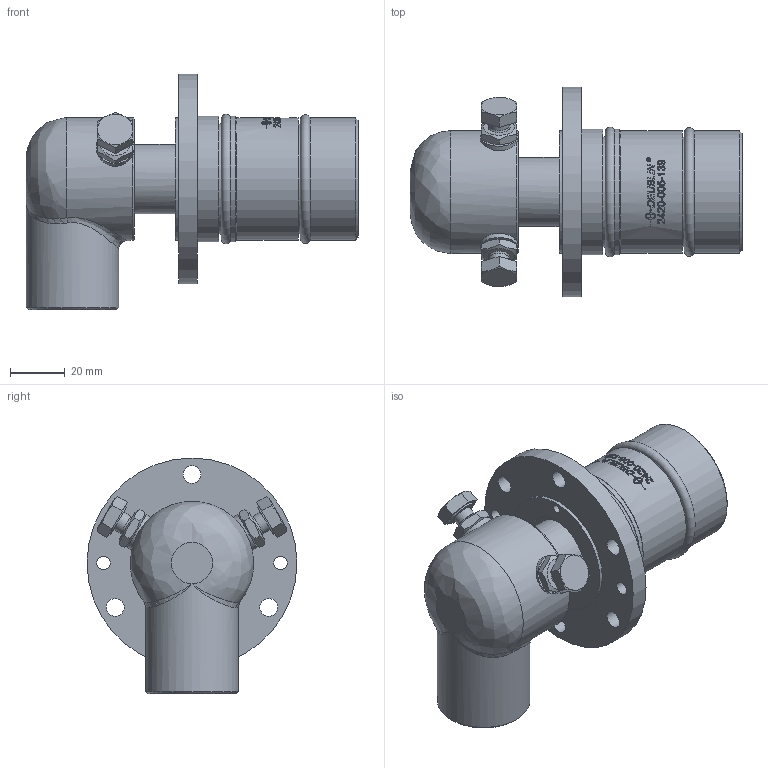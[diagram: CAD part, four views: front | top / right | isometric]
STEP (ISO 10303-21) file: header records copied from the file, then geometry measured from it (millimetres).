
FILE_DESCRIPTION((''),'2;1');
FILE_NAME('2420-005-139-IC.stp','2013-07-09T09:19:28',('cdunkel'),(''),'Autodesk Inventor 2011','Autodesk Inventor 2011','');
FILE_SCHEMA(('AUTOMOTIVE_DESIGN { 1 2 10303 214 0 1 1 1 }'));
Length unit declared in the file: millimetre
Products named in the file (1): 2420-005-139-IC
Bounding box: 121.8 x 77 x 86.5 mm (x, y, z)
Volume: 167226.3 mm3; surface area: 51284.2 mm2
Topology: 3 solids, 5 shells, 543 faces, 1417 edges, 927 vertices
Faces by surface type: plane 264, bspline 138, cylinder 93, cone 37, torus 11
Full cylindrical faces by diameter (mm): 2.48 x2, 3 x2, 4.917 x2, 6.5 x6, 7.323 x2, 8 x4, 11.4 x2, 14 x2, 17.45 x1, 17.5 x1, 21.98 x1, 23.11 x1, 24.117 x1, 25.36 x1, 25.45 x2, 29.2 x1, 30 x1, 34 x1, 39.8 x1, 40.16 x2, 40.5 x2, 42.11 x1, 44.8 x2, 45 x1, 45.2 x1, 46 x2, 77 x1
Entity records: 19695 total; most frequent: CARTESIAN_POINT 7294, ORIENTED_EDGE 2606, DIRECTION 2259, EDGE_CURVE 1303, AXIS2_PLACEMENT_3D 910, VERTEX_POINT 894, EDGE_LOOP 705, FACE_OUTER_BOUND 543
